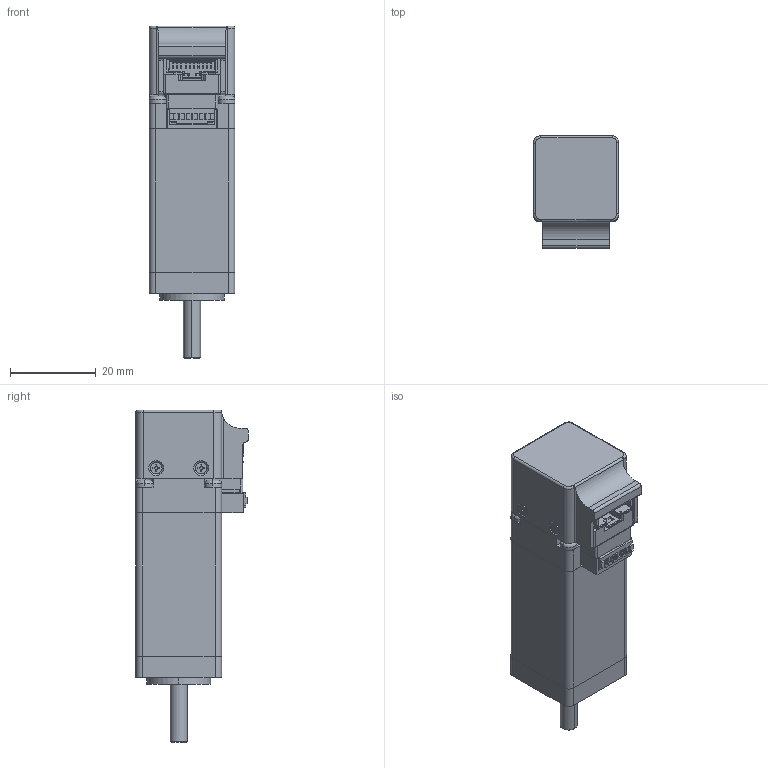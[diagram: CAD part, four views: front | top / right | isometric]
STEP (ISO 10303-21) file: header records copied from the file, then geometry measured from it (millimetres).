
FILE_DESCRIPTION((''),'2;1');
FILE_NAME('4696351004814_ASM','2022-07-28T15:56:07',('ms27526'),(''),'CREO PARAMETRIC BY PTC INC, 2018260','CREO PARAMETRIC BY PTC INC, 2018260','');
FILE_SCHEMA(('CONFIG_CONTROL_DESIGN'));
Products named in the file (26): BOARD-1-SOLID1; J1-1_1004WRS-10AHF-4TSW1EC-1-SO; 4713101003703-A1-220522_ASM; CROSS_RECESSED_PAN_HEAD_-202718; 4299970002455_A01; _1_1_10001_1_1_2_1_1; _1_1000_1_1_2_1_1; _1_1_1000_1_1_2_1_1; S6B-ZR_1_1_1_1_2_1_1; 6X4X12_1_1_1_1_2_1_1; ZHR-6_1_1_1_2_1_1; _1_10001_1_1_2_1_1; NAME8__1_20001_ASM_1_1_2_ASM_1__ASM; ASM0014_ASM_1_1_2_ASM_1_ASM_1_A_ASM; ASM0009_ASM_1_ASM_1_ASM_ASM; 0007-1111_5_2; 008-11111_1_1; 0004-1111_21_10; 6MM_1_100_1_1_2_6_1; ASM0008_ASM_1_ASM_1_ASM_ASM; CROSS_RECESSED_COUNTERSUNK_HEAD; CROSS_RECESSED_PAN_HEAD_-156052; 4299970002454_A01; NEMA80001_ASM_1_ASM; M20001; 4696351004814_ASM
Assembly tree (33 placements, depth 7):
  4696351004814_ASM
    NEMA80001_ASM_1_ASM
      4713101003703-A1-220522_ASM
        BOARD-1-SOLID1
        J1-1_1004WRS-10AHF-4TSW1EC-1-SO
      CROSS_RECESSED_PAN_HEAD_-202718  x2
      4299970002455_A01
      ASM0008_ASM_1_ASM_1_ASM_ASM
        ASM0009_ASM_1_ASM_1_ASM_ASM
          ASM0014_ASM_1_1_2_ASM_1_ASM_1_A_ASM
            NAME8__1_20001_ASM_1_1_2_ASM_1__ASM
              _1_1_10001_1_1_2_1_1
              _1_1000_1_1_2_1_1
              _1_1_1000_1_1_2_1_1
              S6B-ZR_1_1_1_1_2_1_1
              6X4X12_1_1_1_1_2_1_1
              ZHR-6_1_1_1_2_1_1
              _1_10001_1_1_2_1_1
        0007-1111_5_2
        008-11111_1_1
        0004-1111_21_10
        6MM_1_100_1_1_2_6_1
      CROSS_RECESSED_COUNTERSUNK_HEAD  x4
      CROSS_RECESSED_PAN_HEAD_-156052  x2
      4299970002454_A01
    M20001  x4
Bounding box: 20 x 26.2 x 77.5 mm (x, y, z)
Volume: 12509.5 mm3; surface area: 25326.4 mm2
Topology: 25 solids, 37 shells, 2873 faces, 8666 edges, 5741 vertices
Faces by surface type: plane 1669, cylinder 1102, cone 64, torus 20, sphere 18
Entity records: 93588 total; most frequent: CARTESIAN_POINT 17375, ORIENTED_EDGE 16288, DIRECTION 15829, EDGE_CURVE 8164, VECTOR 5635, LINE 5635, VERTEX_POINT 5433, AXIS2_PLACEMENT_3D 5097
